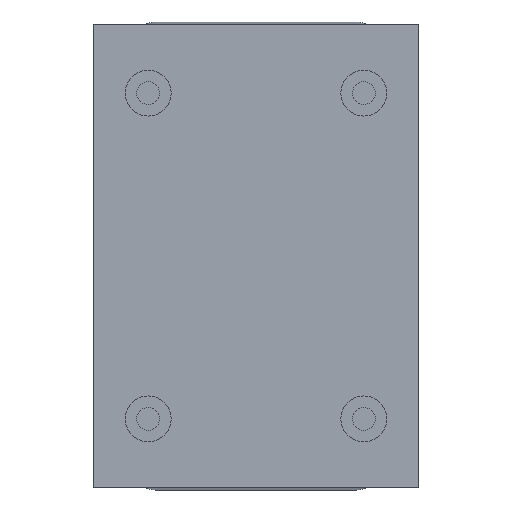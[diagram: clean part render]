
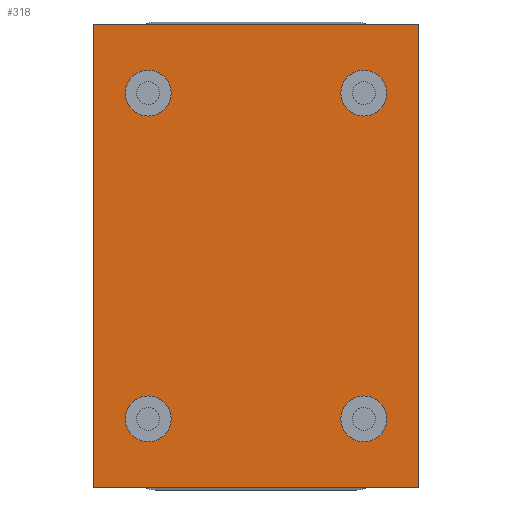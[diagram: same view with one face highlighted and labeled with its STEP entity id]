
A CAD part, front view. The second image highlights one B-rep face of the part: STEP entity #318.
In plain terms, the highlighted planar face has unit normal (0, -1, 0).
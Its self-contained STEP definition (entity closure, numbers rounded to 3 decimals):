
#60=CARTESIAN_POINT('',(-2.35,0.,-3.55));
#61=DIRECTION('',(0.,-1.,0.));
#62=DIRECTION('',(1.,0.,0.));
#63=AXIS2_PLACEMENT_3D('',#60,#61,#62);
#65=CARTESIAN_POINT('',(-2.35,0.,-3.55));
#66=DIRECTION('',(0.,-1.,0.));
#67=DIRECTION('',(-1.,0.,0.));
#68=AXIS2_PLACEMENT_3D('',#65,#66,#67);
#70=CARTESIAN_POINT('',(-2.35,0.,3.55));
#71=DIRECTION('',(0.,-1.,0.));
#72=DIRECTION('',(1.,0.,0.));
#73=AXIS2_PLACEMENT_3D('',#70,#71,#72);
#75=CARTESIAN_POINT('',(-2.35,0.,3.55));
#76=DIRECTION('',(0.,-1.,0.));
#77=DIRECTION('',(-1.,0.,0.));
#78=AXIS2_PLACEMENT_3D('',#75,#76,#77);
#80=CARTESIAN_POINT('',(2.35,0.,3.55));
#81=DIRECTION('',(0.,-1.,0.));
#82=DIRECTION('',(1.,0.,0.));
#83=AXIS2_PLACEMENT_3D('',#80,#81,#82);
#85=CARTESIAN_POINT('',(2.35,0.,3.55));
#86=DIRECTION('',(0.,-1.,0.));
#87=DIRECTION('',(-1.,0.,0.));
#88=AXIS2_PLACEMENT_3D('',#85,#86,#87);
#90=CARTESIAN_POINT('',(2.35,0.,-3.55));
#91=DIRECTION('',(0.,-1.,0.));
#92=DIRECTION('',(1.,0.,0.));
#93=AXIS2_PLACEMENT_3D('',#90,#91,#92);
#95=CARTESIAN_POINT('',(2.35,0.,-3.55));
#96=DIRECTION('',(0.,-1.,0.));
#97=DIRECTION('',(-1.,0.,0.));
#98=AXIS2_PLACEMENT_3D('',#95,#96,#97);
#100=DIRECTION('',(0.,0.,1.));
#101=VECTOR('',#100,10.1);
#102=CARTESIAN_POINT('',(-3.55,0.,-5.05));
#103=LINE('',#102,#101);
#104=DIRECTION('',(1.,0.,0.));
#105=VECTOR('',#104,7.1);
#106=CARTESIAN_POINT('',(-3.55,0.,5.05));
#107=LINE('',#106,#105);
#108=DIRECTION('',(0.,0.,-1.));
#109=VECTOR('',#108,10.1);
#110=CARTESIAN_POINT('',(3.55,0.,5.05));
#111=LINE('',#110,#109);
#112=DIRECTION('',(-1.,0.,0.));
#113=VECTOR('',#112,7.1);
#114=CARTESIAN_POINT('',(3.55,0.,-5.05));
#115=LINE('',#114,#113);
#216=CARTESIAN_POINT('',(-3.55,0.,-5.05));
#217=CARTESIAN_POINT('',(-3.55,0.,5.05));
#218=VERTEX_POINT('',#216);
#219=VERTEX_POINT('',#217);
#220=CARTESIAN_POINT('',(3.55,0.,5.05));
#221=VERTEX_POINT('',#220);
#222=CARTESIAN_POINT('',(3.55,0.,-5.05));
#223=VERTEX_POINT('',#222);
#232=CARTESIAN_POINT('',(-1.85,0.,-3.55));
#233=CARTESIAN_POINT('',(-2.85,0.,-3.55));
#234=VERTEX_POINT('',#232);
#235=VERTEX_POINT('',#233);
#236=CARTESIAN_POINT('',(-1.85,0.,3.55));
#237=CARTESIAN_POINT('',(-2.85,0.,3.55));
#238=VERTEX_POINT('',#236);
#239=VERTEX_POINT('',#237);
#240=CARTESIAN_POINT('',(2.85,0.,3.55));
#241=CARTESIAN_POINT('',(1.85,0.,3.55));
#242=VERTEX_POINT('',#240);
#243=VERTEX_POINT('',#241);
#244=CARTESIAN_POINT('',(2.85,0.,-3.55));
#245=CARTESIAN_POINT('',(1.85,0.,-3.55));
#246=VERTEX_POINT('',#244);
#247=VERTEX_POINT('',#245);
#280=CARTESIAN_POINT('',(0.,0.,0.));
#281=DIRECTION('',(0.,1.,0.));
#282=DIRECTION('',(1.,0.,0.));
#283=AXIS2_PLACEMENT_3D('',#280,#281,#282);
#284=PLANE('',#283);
#286=ORIENTED_EDGE('',*,*,#285,.T.);
#288=ORIENTED_EDGE('',*,*,#287,.T.);
#290=ORIENTED_EDGE('',*,*,#289,.T.);
#291=ORIENTED_EDGE('',*,*,#269,.T.);
#292=EDGE_LOOP('',(#286,#288,#290,#291));
#293=FACE_OUTER_BOUND('',#292,.F.);
#295=ORIENTED_EDGE('',*,*,#294,.T.);
#297=ORIENTED_EDGE('',*,*,#296,.T.);
#298=EDGE_LOOP('',(#295,#297));
#299=FACE_BOUND('',#298,.F.);
#301=ORIENTED_EDGE('',*,*,#300,.T.);
#303=ORIENTED_EDGE('',*,*,#302,.T.);
#304=EDGE_LOOP('',(#301,#303));
#305=FACE_BOUND('',#304,.F.);
#307=ORIENTED_EDGE('',*,*,#306,.T.);
#309=ORIENTED_EDGE('',*,*,#308,.T.);
#310=EDGE_LOOP('',(#307,#309));
#311=FACE_BOUND('',#310,.F.);
#313=ORIENTED_EDGE('',*,*,#312,.T.);
#315=ORIENTED_EDGE('',*,*,#314,.T.);
#316=EDGE_LOOP('',(#313,#315));
#317=FACE_BOUND('',#316,.F.);
#318=ADVANCED_FACE('',(#293,#299,#305,#311,#317),#284,.F.);
#64=CIRCLE('',#63,0.5);
#69=CIRCLE('',#68,0.5);
#74=CIRCLE('',#73,0.5);
#79=CIRCLE('',#78,0.5);
#84=CIRCLE('',#83,0.5);
#89=CIRCLE('',#88,0.5);
#94=CIRCLE('',#93,0.5);
#99=CIRCLE('',#98,0.5);
#269=EDGE_CURVE('',#223,#218,#115,.T.);
#285=EDGE_CURVE('',#218,#219,#103,.T.);
#287=EDGE_CURVE('',#219,#221,#107,.T.);
#289=EDGE_CURVE('',#221,#223,#111,.T.);
#294=EDGE_CURVE('',#238,#239,#74,.T.);
#296=EDGE_CURVE('',#239,#238,#79,.T.);
#300=EDGE_CURVE('',#242,#243,#84,.T.);
#302=EDGE_CURVE('',#243,#242,#89,.T.);
#306=EDGE_CURVE('',#246,#247,#94,.T.);
#308=EDGE_CURVE('',#247,#246,#99,.T.);
#312=EDGE_CURVE('',#234,#235,#64,.T.);
#314=EDGE_CURVE('',#235,#234,#69,.T.);
